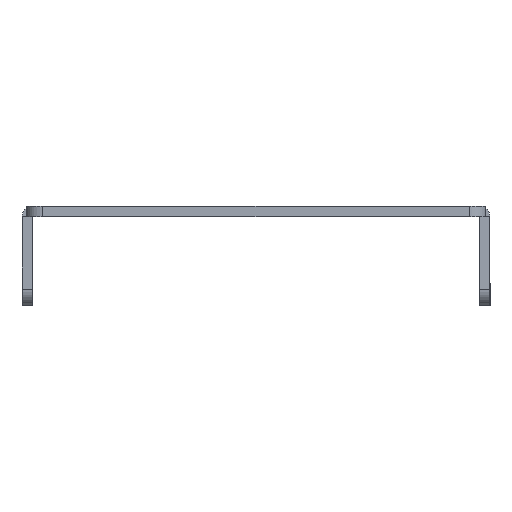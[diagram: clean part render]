
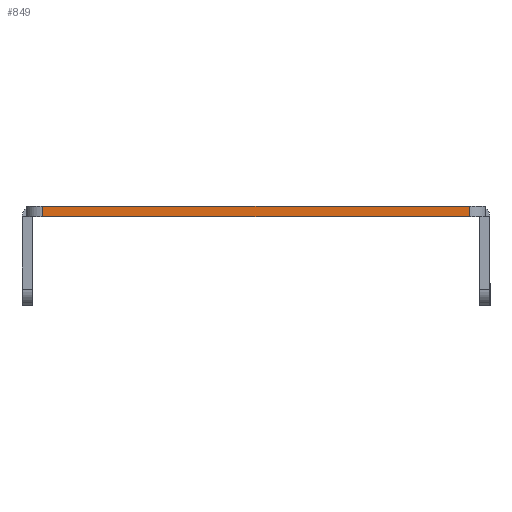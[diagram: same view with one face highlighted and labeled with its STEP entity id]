
A CAD part, left-side view. The second image highlights one B-rep face of the part: STEP entity #849.
In plain terms, the highlighted planar face has unit normal (-1, 0, 0).
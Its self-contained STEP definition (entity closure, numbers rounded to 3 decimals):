
#54 = FACE_OUTER_BOUND ( 'NONE', #444, .T. ) ;
#102 = CARTESIAN_POINT ( 'NONE',  ( -612.5, 55.5, 0. ) ) ;
#111 = CARTESIAN_POINT ( 'NONE',  ( -612.5, 51.5, 2.5 ) ) ;
#113 = DIRECTION ( 'NONE',  ( 0., -1., 0. ) ) ;
#116 = DIRECTION ( 'NONE',  ( 0., 0., -1. ) ) ;
#124 = CARTESIAN_POINT ( 'NONE',  ( -612.5, -51.5, 2.5 ) ) ;
#126 = DIRECTION ( 'NONE',  ( 0., 0., 1. ) ) ;
#254 = VECTOR ( 'NONE', #116, 1000. ) ;
#255 = LINE ( 'NONE', #111, #254 ) ;
#267 = LINE ( 'NONE', #124, #269 ) ;
#269 = VECTOR ( 'NONE', #126, 1000. ) ;
#281 = LINE ( 'NONE', #102, #283 ) ;
#283 = VECTOR ( 'NONE', #113, 1000. ) ;
#306 = LINE ( 'NONE', #1000, #313 ) ;
#313 = VECTOR ( 'NONE', #1001, 1000. ) ;
#375 = EDGE_CURVE ( 'NONE', #1383, #1415, #306, .T. ) ;
#388 = EDGE_CURVE ( 'NONE', #1051, #1014, #281, .T. ) ;
#444 = EDGE_LOOP ( 'NONE', ( #676, #719, #639, #631 ) ) ;
#473 = EDGE_CURVE ( 'NONE', #1014, #1415, #267, .T. ) ;
#476 = EDGE_CURVE ( 'NONE', #1383, #1051, #255, .T. ) ;
#631 = ORIENTED_EDGE ( 'NONE', *, *, #473, .T. ) ;
#639 = ORIENTED_EDGE ( 'NONE', *, *, #388, .T. ) ;
#676 = ORIENTED_EDGE ( 'NONE', *, *, #375, .F. ) ;
#719 = ORIENTED_EDGE ( 'NONE', *, *, #476, .T. ) ;
#758 = AXIS2_PLACEMENT_3D ( 'NONE', #1534, #1532, #1530 ) ;
#849 = ADVANCED_FACE ( 'NONE', ( #54 ), #1521, .F. ) ;
#1000 = CARTESIAN_POINT ( 'NONE',  ( -612.5, 55.5, 2.5 ) ) ;
#1001 = DIRECTION ( 'NONE',  ( 0., -1., 0. ) ) ;
#1014 = VERTEX_POINT ( 'NONE', #1200 ) ;
#1051 = VERTEX_POINT ( 'NONE', #1171 ) ;
#1149 = CARTESIAN_POINT ( 'NONE',  ( -612.5, -51.5, 2.5 ) ) ;
#1171 = CARTESIAN_POINT ( 'NONE',  ( -612.5, 51.5, 0. ) ) ;
#1200 = CARTESIAN_POINT ( 'NONE',  ( -612.5, -51.5, 0. ) ) ;
#1269 = CARTESIAN_POINT ( 'NONE',  ( -612.5, 51.5, 2.5 ) ) ;
#1383 = VERTEX_POINT ( 'NONE', #1269 ) ;
#1415 = VERTEX_POINT ( 'NONE', #1149 ) ;
#1521 = PLANE ( 'NONE',  #758 ) ;
#1530 = DIRECTION ( 'NONE',  ( 0., 0., -1. ) ) ;
#1532 = DIRECTION ( 'NONE',  ( 1., 0., 0. ) ) ;
#1534 = CARTESIAN_POINT ( 'NONE',  ( -612.5, 55.5, 2.5 ) ) ;
